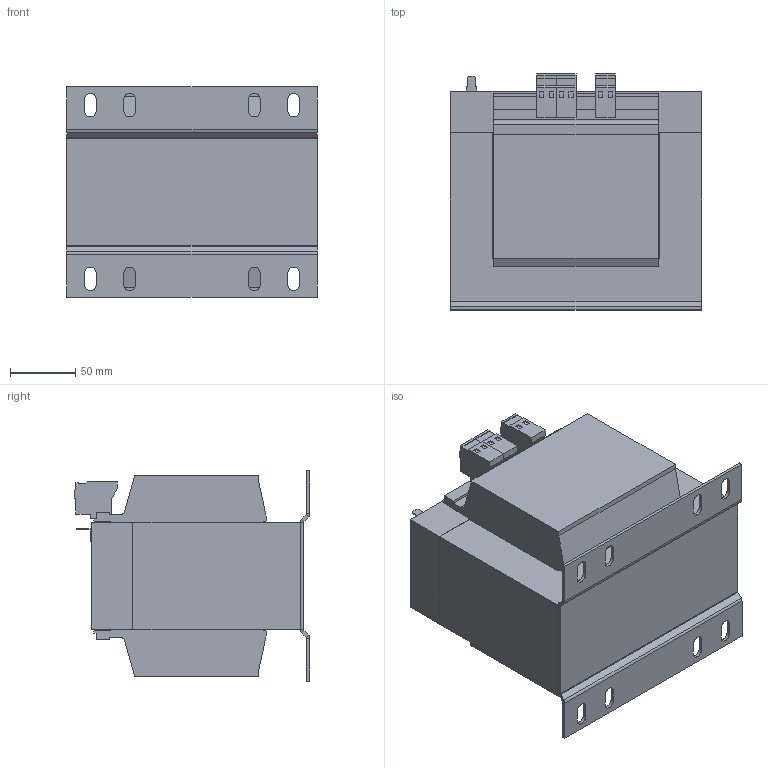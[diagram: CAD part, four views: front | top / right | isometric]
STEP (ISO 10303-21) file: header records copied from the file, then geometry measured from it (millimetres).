
FILE_DESCRIPTION (( 'STEP AP214' ), '1' );
FILE_NAME ('225762.STEP', '2020-07-01T05:35:53', ( '' ), ( '' ), 'SwSTEP 2.0', 'SolidWorks 2018', '' );
FILE_SCHEMA (( 'AUTOMOTIVE_DESIGN' ));
Length unit declared in the file: millimetre
Products named in the file (1): 225762
Bounding box: 192 x 180.3 x 161 mm (x, y, z)
Volume: 3575712.3 mm3; surface area: 270228.3 mm2
Topology: 1 solids, 1 shells, 261 faces, 673 edges, 429 vertices
Faces by surface type: plane 223, cylinder 38
Entity records: 8134 total; most frequent: CARTESIAN_POINT 1364, ORIENTED_EDGE 1346, DIRECTION 1273, EDGE_CURVE 673, VECTOR 597, LINE 597, VERTEX_POINT 429, AXIS2_PLACEMENT_3D 338
